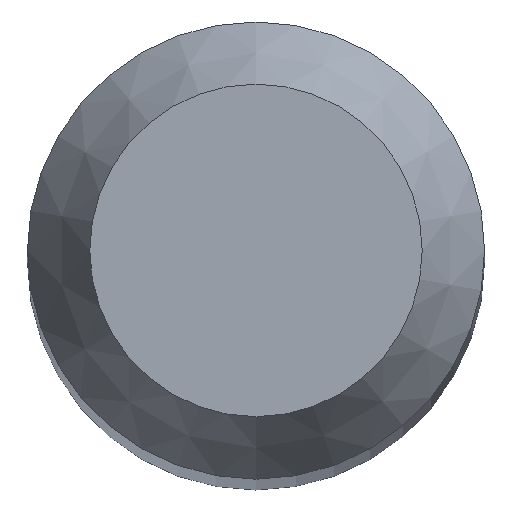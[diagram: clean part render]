
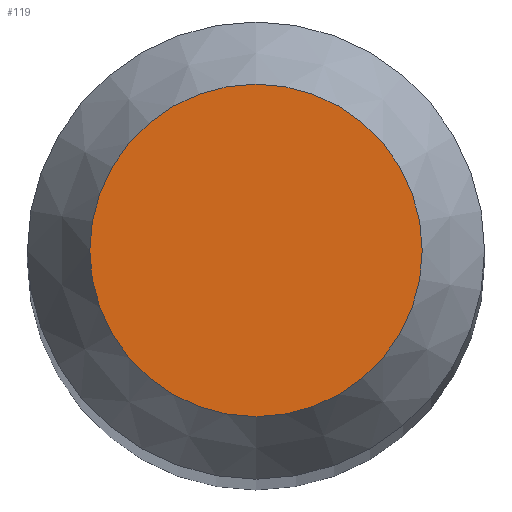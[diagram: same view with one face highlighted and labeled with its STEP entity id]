
A CAD part, top view. The second image highlights one B-rep face of the part: STEP entity #119.
In plain terms, the highlighted planar face has unit normal (0, 0, 1).
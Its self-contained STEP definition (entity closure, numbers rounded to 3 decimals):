
#119=ADVANCED_FACE('',(#133),#128,.T.);
#128=PLANE('',#254);
#133=FACE_OUTER_BOUND('',#154,.T.);
#154=EDGE_LOOP('',(#182));
#182=ORIENTED_EDGE('',*,*,#216,.T.);
#201=VERTEX_POINT('',#377);
#216=EDGE_CURVE('',#201,#201,#230,.T.);
#230=CIRCLE('',#253,2.908);
#253=AXIS2_PLACEMENT_3D('',#376,#305,#306);
#254=AXIS2_PLACEMENT_3D('',#378,#307,#308);
#305=DIRECTION('',(0.,0.,1.));
#306=DIRECTION('',(0.,1.,0.));
#307=DIRECTION('',(0.,0.,1.));
#308=DIRECTION('',(0.,1.,0.));
#376=CARTESIAN_POINT('',(0.,0.,36.));
#377=CARTESIAN_POINT('',(0.,2.908,36.));
#378=CARTESIAN_POINT('',(0.,0.,36.));
